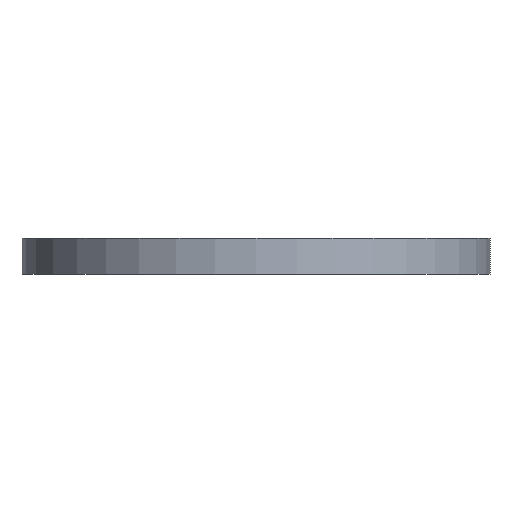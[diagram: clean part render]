
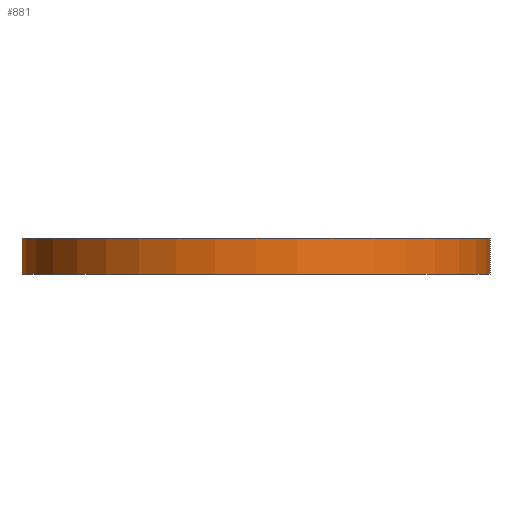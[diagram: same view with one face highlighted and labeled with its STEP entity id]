
A CAD part, front view. The second image highlights one B-rep face of the part: STEP entity #881.
In plain terms, the highlighted cylindrical face has radius 32.5 mm (diameter 65 mm), a partial arc.
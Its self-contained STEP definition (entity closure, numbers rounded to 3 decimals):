
#1 = CARTESIAN_POINT ( 'NONE',  ( 52.5, 0., 0. ) ) ;
#4 = CARTESIAN_POINT ( 'NONE',  ( -12.5, 0., -5. ) ) ;
#11 = DIRECTION ( 'NONE',  ( 0., 0., 1. ) ) ;
#22 = VERTEX_POINT ( 'NONE', #1 ) ;
#36 = EDGE_CURVE ( 'NONE', #1109, #22, #1124, .T. ) ;
#81 = LINE ( 'NONE', #762, #188 ) ;
#178 = DIRECTION ( 'NONE',  ( 0., 0., 1. ) ) ;
#188 = VECTOR ( 'NONE', #11, 1000. ) ;
#196 = DIRECTION ( 'NONE',  ( 0., 0., 1. ) ) ;
#201 = ORIENTED_EDGE ( 'NONE', *, *, #754, .T. ) ;
#249 = ORIENTED_EDGE ( 'NONE', *, *, #489, .F. ) ;
#250 = DIRECTION ( 'NONE',  ( 0., 0., 1. ) ) ;
#373 = DIRECTION ( 'NONE',  ( 1., 0., 0. ) ) ;
#380 = DIRECTION ( 'NONE',  ( 0., 0., 1. ) ) ;
#385 = CARTESIAN_POINT ( 'NONE',  ( 20., 0., -5. ) ) ;
#438 = CARTESIAN_POINT ( 'NONE',  ( -12.5, 0., 0. ) ) ;
#489 = EDGE_CURVE ( 'NONE', #526, #1109, #943, .T. ) ;
#491 = CARTESIAN_POINT ( 'NONE',  ( 52.5, 0., -5. ) ) ;
#501 = VERTEX_POINT ( 'NONE', #491 ) ;
#514 = CIRCLE ( 'NONE', #1102, 32.5 ) ;
#526 = VERTEX_POINT ( 'NONE', #862 ) ;
#595 = AXIS2_PLACEMENT_3D ( 'NONE', #656, #196, #981 ) ;
#621 = DIRECTION ( 'NONE',  ( 1., 0., 0. ) ) ;
#646 = FACE_OUTER_BOUND ( 'NONE', #1206, .T. ) ;
#648 = VECTOR ( 'NONE', #380, 1000. ) ;
#656 = CARTESIAN_POINT ( 'NONE',  ( 20., 0., 0. ) ) ;
#736 = CYLINDRICAL_SURFACE ( 'NONE', #888, 32.5 ) ;
#754 = EDGE_CURVE ( 'NONE', #501, #22, #81, .T. ) ;
#762 = CARTESIAN_POINT ( 'NONE',  ( 52.5, 0., -5. ) ) ;
#862 = CARTESIAN_POINT ( 'NONE',  ( -12.5, 0., -5. ) ) ;
#881 = ADVANCED_FACE ( 'NONE', ( #646 ), #736, .T. ) ;
#888 = AXIS2_PLACEMENT_3D ( 'NONE', #385, #178, #373 ) ;
#943 = LINE ( 'NONE', #4, #648 ) ;
#981 = DIRECTION ( 'NONE',  ( 1., 0., 0. ) ) ;
#992 = ORIENTED_EDGE ( 'NONE', *, *, #36, .F. ) ;
#1102 = AXIS2_PLACEMENT_3D ( 'NONE', #1180, #250, #621 ) ;
#1109 = VERTEX_POINT ( 'NONE', #438 ) ;
#1124 = CIRCLE ( 'NONE', #595, 32.5 ) ;
#1180 = CARTESIAN_POINT ( 'NONE',  ( 20., 0., -5. ) ) ;
#1181 = ORIENTED_EDGE ( 'NONE', *, *, #1199, .T. ) ;
#1199 = EDGE_CURVE ( 'NONE', #526, #501, #514, .T. ) ;
#1206 = EDGE_LOOP ( 'NONE', ( #249, #1181, #201, #992 ) ) ;
